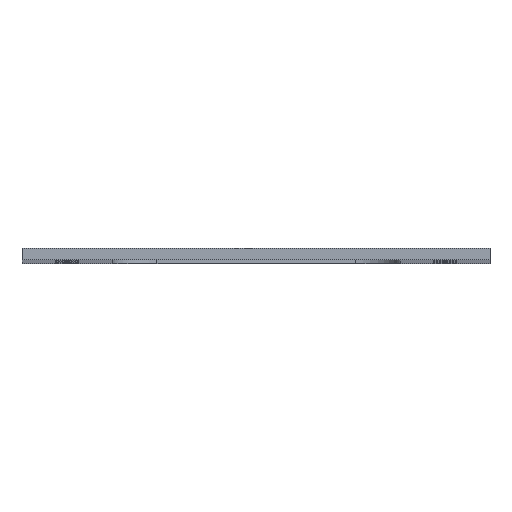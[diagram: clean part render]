
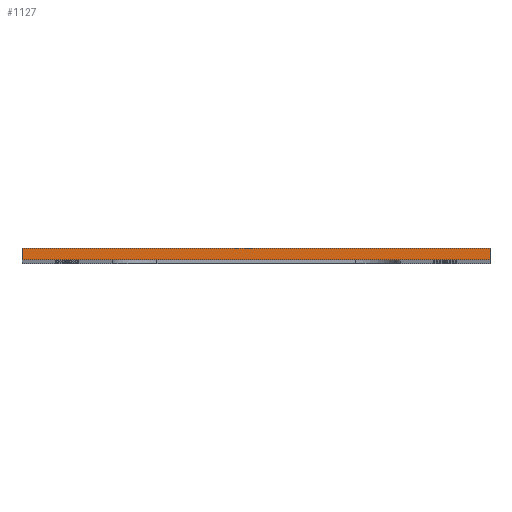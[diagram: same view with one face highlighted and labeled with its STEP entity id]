
A CAD part, top view. The second image highlights one B-rep face of the part: STEP entity #1127.
In plain terms, the highlighted planar face has unit normal (0, 0, 1).
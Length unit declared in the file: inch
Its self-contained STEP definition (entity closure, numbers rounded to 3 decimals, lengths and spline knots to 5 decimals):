
#77=PLANE('',#1299);
#117=FACE_OUTER_BOUND('',#157,.T.);
#157=EDGE_LOOP('',(#928,#929,#930,#931));
#257=LINE('',#1976,#311);
#265=LINE('',#1991,#319);
#266=LINE('',#1993,#320);
#267=LINE('',#1994,#321);
#311=VECTOR('',#1641,0.3937);
#319=VECTOR('',#1653,0.3937);
#320=VECTOR('',#1656,0.3937);
#321=VECTOR('',#1657,0.3937);
#555=VERTEX_POINT('',#1973);
#556=VERTEX_POINT('',#1975);
#560=VERTEX_POINT('',#1987);
#561=VERTEX_POINT('',#1989);
#717=EDGE_CURVE('',#555,#556,#257,.T.);
#725=EDGE_CURVE('',#560,#561,#265,.T.);
#726=EDGE_CURVE('',#555,#560,#266,.T.);
#727=EDGE_CURVE('',#556,#561,#267,.T.);
#928=ORIENTED_EDGE('',*,*,#726,.T.);
#929=ORIENTED_EDGE('',*,*,#725,.T.);
#930=ORIENTED_EDGE('',*,*,#727,.F.);
#931=ORIENTED_EDGE('',*,*,#717,.F.);
#1127=ADVANCED_FACE('',(#117),#77,.T.);
#1299=AXIS2_PLACEMENT_3D('',#1992,#1654,#1655);
#1641=DIRECTION('',(0.,1.,0.));
#1653=DIRECTION('',(0.,1.,0.));
#1654=DIRECTION('center_axis',(0.,0.,1.));
#1655=DIRECTION('ref_axis',(1.,0.,0.));
#1656=DIRECTION('',(1.,0.,0.));
#1657=DIRECTION('',(1.,0.,0.));
#1973=CARTESIAN_POINT('',(-3.6,0.,13.));
#1975=CARTESIAN_POINT('',(-3.6,0.0625,13.));
#1976=CARTESIAN_POINT('',(-3.6,0.,13.));
#1987=CARTESIAN_POINT('',(-1.,0.,13.));
#1989=CARTESIAN_POINT('',(-1.,0.0625,13.));
#1991=CARTESIAN_POINT('',(-1.,0.,13.));
#1992=CARTESIAN_POINT('Origin',(-3.6,0.,13.));
#1993=CARTESIAN_POINT('',(-3.6,0.,13.));
#1994=CARTESIAN_POINT('',(-3.6,0.0625,13.));
